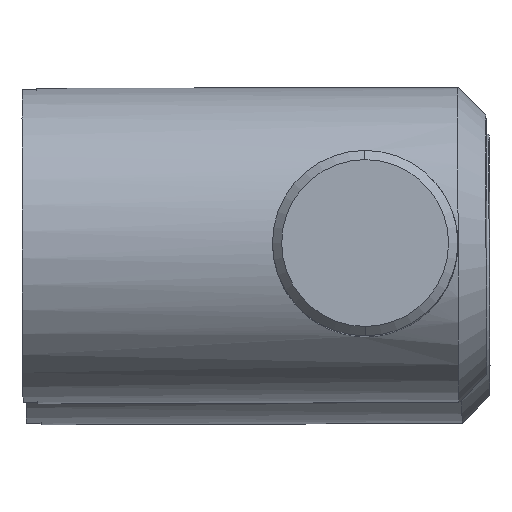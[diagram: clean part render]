
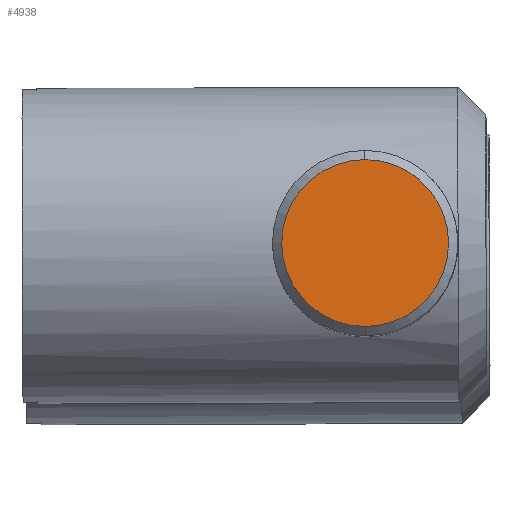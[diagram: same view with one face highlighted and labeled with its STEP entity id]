
A CAD part, left-side view. The second image highlights one B-rep face of the part: STEP entity #4938.
In plain terms, the highlighted planar face has unit normal (-1, 0.003, 0.009).
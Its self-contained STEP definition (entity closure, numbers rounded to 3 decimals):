
#369 = CARTESIAN_POINT ( 'NONE',  ( -21.013, 1.95, -1.8 ) ) ;
#872 = AXIS2_PLACEMENT_3D ( 'NONE', #2974, #5370, #5849 ) ;
#928 = DIRECTION ( 'NONE',  ( 0.009, 0.003, 1. ) ) ;
#1653 = CIRCLE ( 'NONE', #872, 4.5 ) ;
#1902 = CARTESIAN_POINT ( 'NONE',  ( -20.975, 1.964, 2.7 ) ) ;
#2316 = PLANE ( 'NONE',  #3733 ) ;
#2359 = FACE_OUTER_BOUND ( 'NONE', #3997, .T. ) ;
#2439 = CIRCLE ( 'NONE', #4160, 4.5 ) ;
#2473 = DIRECTION ( 'NONE',  ( -1., 0.003, 0.008 ) ) ;
#2974 = CARTESIAN_POINT ( 'NONE',  ( -21.013, 1.95, -1.8 ) ) ;
#3093 = VERTEX_POINT ( 'NONE', #4847 ) ;
#3733 = AXIS2_PLACEMENT_3D ( 'NONE', #369, #6216, #3774 ) ;
#3774 = DIRECTION ( 'NONE',  ( 0.009, 0.003, 1. ) ) ;
#3997 = EDGE_LOOP ( 'NONE', ( #5261, #5146 ) ) ;
#4160 = AXIS2_PLACEMENT_3D ( 'NONE', #5373, #2473, #928 ) ;
#4442 = EDGE_CURVE ( 'NONE', #6214, #3093, #2439, .T. ) ;
#4847 = CARTESIAN_POINT ( 'NONE',  ( -21.052, 1.936, -6.299 ) ) ;
#4938 = ADVANCED_FACE ( 'NONE', ( #2359 ), #2316, .T. ) ;
#5146 = ORIENTED_EDGE ( 'NONE', *, *, #4442, .T. ) ;
#5261 = ORIENTED_EDGE ( 'NONE', *, *, #5291, .T. ) ;
#5291 = EDGE_CURVE ( 'NONE', #3093, #6214, #1653, .T. ) ;
#5370 = DIRECTION ( 'NONE',  ( -1., 0.003, 0.008 ) ) ;
#5373 = CARTESIAN_POINT ( 'NONE',  ( -21.013, 1.95, -1.8 ) ) ;
#5849 = DIRECTION ( 'NONE',  ( 0.009, 0.003, 1. ) ) ;
#6214 = VERTEX_POINT ( 'NONE', #1902 ) ;
#6216 = DIRECTION ( 'NONE',  ( -1., 0.003, 0.008 ) ) ;
